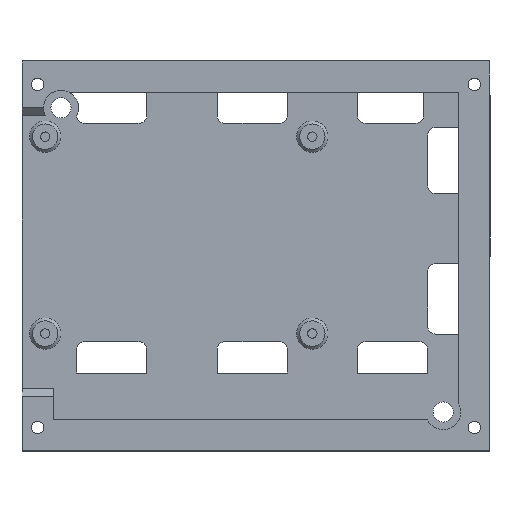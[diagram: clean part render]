
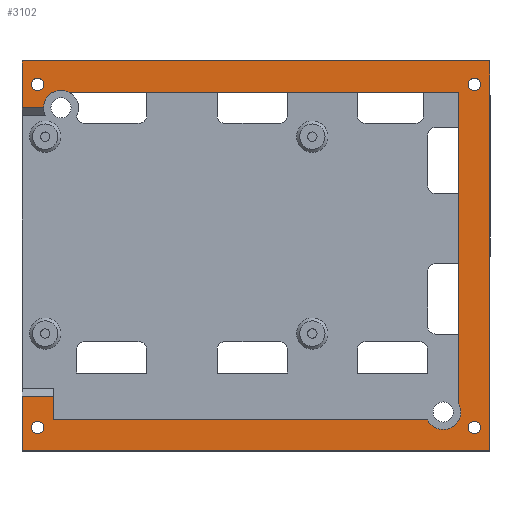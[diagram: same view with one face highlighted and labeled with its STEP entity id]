
A CAD part, top view. The second image highlights one B-rep face of the part: STEP entity #3102.
In plain terms, the highlighted planar face has unit normal (0, 0, 1).
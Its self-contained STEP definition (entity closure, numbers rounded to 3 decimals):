
#84=FACE_BOUND('',#550,.T.);
#85=FACE_BOUND('',#551,.T.);
#86=FACE_BOUND('',#552,.T.);
#87=FACE_BOUND('',#553,.T.);
#204=PLANE('',#3365);
#360=FACE_OUTER_BOUND('',#549,.T.);
#549=EDGE_LOOP('',(#2880,#2881,#2882,#2883,#2884,#2885,#2886,#2887,#2888,
#2889,#2890,#2891,#2892));
#550=EDGE_LOOP('',(#2893));
#551=EDGE_LOOP('',(#2894));
#552=EDGE_LOOP('',(#2895));
#553=EDGE_LOOP('',(#2896));
#619=LINE('',#4425,#966);
#630=LINE('',#4451,#977);
#894=LINE('',#5066,#1241);
#896=LINE('',#5070,#1243);
#898=LINE('',#5074,#1245);
#899=LINE('',#5076,#1246);
#900=LINE('',#5082,#1247);
#901=LINE('',#5084,#1248);
#902=LINE('',#5085,#1249);
#903=LINE('',#5087,#1250);
#904=LINE('',#5088,#1251);
#966=VECTOR('',#3561,10.);
#977=VECTOR('',#3586,10.);
#1241=VECTOR('',#4178,10.);
#1243=VECTOR('',#4182,10.);
#1245=VECTOR('',#4186,10.);
#1246=VECTOR('',#4189,10.);
#1247=VECTOR('',#4196,10.);
#1248=VECTOR('',#4197,10.);
#1249=VECTOR('',#4198,10.);
#1250=VECTOR('',#4199,10.);
#1251=VECTOR('',#4200,10.);
#1322=CIRCLE('',#3269,1.6);
#1333=CIRCLE('',#3304,1.6);
#1339=CIRCLE('',#3329,1.6);
#1345=CIRCLE('',#3350,1.6);
#1346=CIRCLE('',#3358,4.5);
#1347=CIRCLE('',#3364,4.5);
#1430=VERTEX_POINT('',#4422);
#1431=VERTEX_POINT('',#4424);
#1438=VERTEX_POINT('',#4448);
#1439=VERTEX_POINT('',#4450);
#1509=VERTEX_POINT('',#4696);
#1559=VERTEX_POINT('',#4847);
#1591=VERTEX_POINT('',#4949);
#1618=VERTEX_POINT('',#5031);
#1624=VERTEX_POINT('',#5058);
#1625=VERTEX_POINT('',#5060);
#1626=VERTEX_POINT('',#5064);
#1627=VERTEX_POINT('',#5068);
#1628=VERTEX_POINT('',#5072);
#1629=VERTEX_POINT('',#5080);
#1630=VERTEX_POINT('',#5081);
#1631=VERTEX_POINT('',#5083);
#1632=VERTEX_POINT('',#5086);
#1730=EDGE_CURVE('',#1431,#1430,#619,.T.);
#1743=EDGE_CURVE('',#1439,#1438,#630,.T.);
#1868=EDGE_CURVE('',#1509,#1509,#1322,.T.);
#1945=EDGE_CURVE('',#1559,#1559,#1333,.T.);
#1996=EDGE_CURVE('',#1591,#1591,#1339,.T.);
#2036=EDGE_CURVE('',#1618,#1618,#1345,.T.);
#2050=EDGE_CURVE('',#1625,#1624,#1346,.T.);
#2053=EDGE_CURVE('',#1624,#1626,#894,.T.);
#2055=EDGE_CURVE('',#1626,#1627,#896,.T.);
#2057=EDGE_CURVE('',#1627,#1628,#898,.T.);
#2058=EDGE_CURVE('',#1438,#1625,#899,.T.);
#2059=EDGE_CURVE('',#1430,#1439,#1347,.T.);
#2060=EDGE_CURVE('',#1629,#1630,#900,.T.);
#2061=EDGE_CURVE('',#1630,#1631,#901,.T.);
#2062=EDGE_CURVE('',#1631,#1431,#902,.T.);
#2063=EDGE_CURVE('',#1628,#1632,#903,.T.);
#2064=EDGE_CURVE('',#1632,#1629,#904,.T.);
#2880=ORIENTED_EDGE('',*,*,#2060,.T.);
#2881=ORIENTED_EDGE('',*,*,#2061,.T.);
#2882=ORIENTED_EDGE('',*,*,#2062,.T.);
#2883=ORIENTED_EDGE('',*,*,#1730,.T.);
#2884=ORIENTED_EDGE('',*,*,#2059,.T.);
#2885=ORIENTED_EDGE('',*,*,#1743,.T.);
#2886=ORIENTED_EDGE('',*,*,#2058,.T.);
#2887=ORIENTED_EDGE('',*,*,#2050,.T.);
#2888=ORIENTED_EDGE('',*,*,#2053,.T.);
#2889=ORIENTED_EDGE('',*,*,#2055,.T.);
#2890=ORIENTED_EDGE('',*,*,#2057,.T.);
#2891=ORIENTED_EDGE('',*,*,#2063,.T.);
#2892=ORIENTED_EDGE('',*,*,#2064,.T.);
#2893=ORIENTED_EDGE('',*,*,#1868,.T.);
#2894=ORIENTED_EDGE('',*,*,#1945,.T.);
#2895=ORIENTED_EDGE('',*,*,#1996,.T.);
#2896=ORIENTED_EDGE('',*,*,#2036,.T.);
#3102=ADVANCED_FACE('',(#360,#84,#85,#86,#87),#204,.T.);
#3269=AXIS2_PLACEMENT_3D('',#4698,#3836,#3837);
#3304=AXIS2_PLACEMENT_3D('',#4849,#3972,#3973);
#3329=AXIS2_PLACEMENT_3D('',#4951,#4067,#4068);
#3350=AXIS2_PLACEMENT_3D('',#5033,#4143,#4144);
#3358=AXIS2_PLACEMENT_3D('',#5061,#4172,#4173);
#3364=AXIS2_PLACEMENT_3D('',#5078,#4192,#4193);
#3365=AXIS2_PLACEMENT_3D('',#5079,#4194,#4195);
#3561=DIRECTION('',(1.,0.001,0.));
#3586=DIRECTION('',(1.,0.,0.));
#3836=DIRECTION('center_axis',(0.,0.,
-1.));
#3837=DIRECTION('ref_axis',(-1.,0.,0.));
#3972=DIRECTION('center_axis',(0.,0.,
-1.));
#3973=DIRECTION('ref_axis',(1.,0.,0.));
#4067=DIRECTION('center_axis',(0.,0.,
-1.));
#4068=DIRECTION('ref_axis',(-1.,0.,0.));
#4143=DIRECTION('center_axis',(0.,0.,
-1.));
#4144=DIRECTION('ref_axis',(1.,0.,0.));
#4172=DIRECTION('center_axis',(0.,0.,
-1.));
#4173=DIRECTION('ref_axis',(1.,0.,0.));
#4178=DIRECTION('',(-1.,0.,0.));
#4182=DIRECTION('',(0.,1.,0.));
#4186=DIRECTION('',(-1.,0.,0.));
#4189=DIRECTION('',(0.,-1.,0.));
#4192=DIRECTION('center_axis',(0.,0.,
-1.));
#4193=DIRECTION('ref_axis',(1.,0.,0.));
#4194=DIRECTION('center_axis',(0.,0.,
1.));
#4195=DIRECTION('ref_axis',(1.,0.,0.));
#4196=DIRECTION('',(0.,1.,0.));
#4197=DIRECTION('',(-1.,0.,0.));
#4198=DIRECTION('',(0.,-1.,0.));
#4199=DIRECTION('',(0.,-1.,0.));
#4200=DIRECTION('',(1.,0.,0.));
#4422=CARTESIAN_POINT('',(-117.662,241.728,-48.844));
#4424=CARTESIAN_POINT('',(-123.162,241.725,-48.844));
#4425=CARTESIAN_POINT('',(-113.162,241.731,-48.844));
#4448=CARTESIAN_POINT('',(-11.162,245.731,-48.844));
#4450=CARTESIAN_POINT('',(-111.1,245.731,-48.844));
#4451=CARTESIAN_POINT('',(-11.162,245.731,-48.844));
#4696=CARTESIAN_POINT('',(-5.562,159.731,-48.844));
#4698=CARTESIAN_POINT('Origin',(-7.162,159.731,-48.844));
#4847=CARTESIAN_POINT('',(-120.762,159.731,-48.844));
#4849=CARTESIAN_POINT('Origin',(-119.162,159.731,-48.844));
#4949=CARTESIAN_POINT('',(-5.562,247.731,-48.844));
#4951=CARTESIAN_POINT('Origin',(-7.162,247.731,-48.844));
#5031=CARTESIAN_POINT('',(-120.762,247.731,-48.844));
#5033=CARTESIAN_POINT('Origin',(-119.162,247.731,-48.844));
#5058=CARTESIAN_POINT('',(-19.193,161.731,-48.844));
#5060=CARTESIAN_POINT('',(-11.162,165.793,-48.844));
#5061=CARTESIAN_POINT('Origin',(-15.162,163.731,-48.844));
#5064=CARTESIAN_POINT('',(-115.162,161.731,-48.844));
#5066=CARTESIAN_POINT('',(-115.162,161.731,-48.844));
#5068=CARTESIAN_POINT('',(-115.162,167.731,-48.844));
#5070=CARTESIAN_POINT('',(-115.162,167.731,-48.844));
#5072=CARTESIAN_POINT('',(-123.162,167.731,-48.844));
#5074=CARTESIAN_POINT('',(-123.162,167.731,-48.844));
#5076=CARTESIAN_POINT('',(-11.162,237.731,-48.844));
#5078=CARTESIAN_POINT('Origin',(-113.162,241.731,-48.844));
#5079=CARTESIAN_POINT('Origin',(-63.162,203.731,-48.844));
#5080=CARTESIAN_POINT('',(-3.162,153.731,-48.844));
#5081=CARTESIAN_POINT('',(-3.162,253.731,-48.844));
#5082=CARTESIAN_POINT('',(-3.162,153.731,-48.844));
#5083=CARTESIAN_POINT('',(-123.162,253.731,-48.844));
#5084=CARTESIAN_POINT('',(-3.162,253.731,-48.844));
#5085=CARTESIAN_POINT('',(-123.162,253.731,-48.844));
#5086=CARTESIAN_POINT('',(-123.162,153.731,-48.844));
#5087=CARTESIAN_POINT('',(-123.162,161.731,-48.844));
#5088=CARTESIAN_POINT('',(-3.162,153.731,-48.844));
